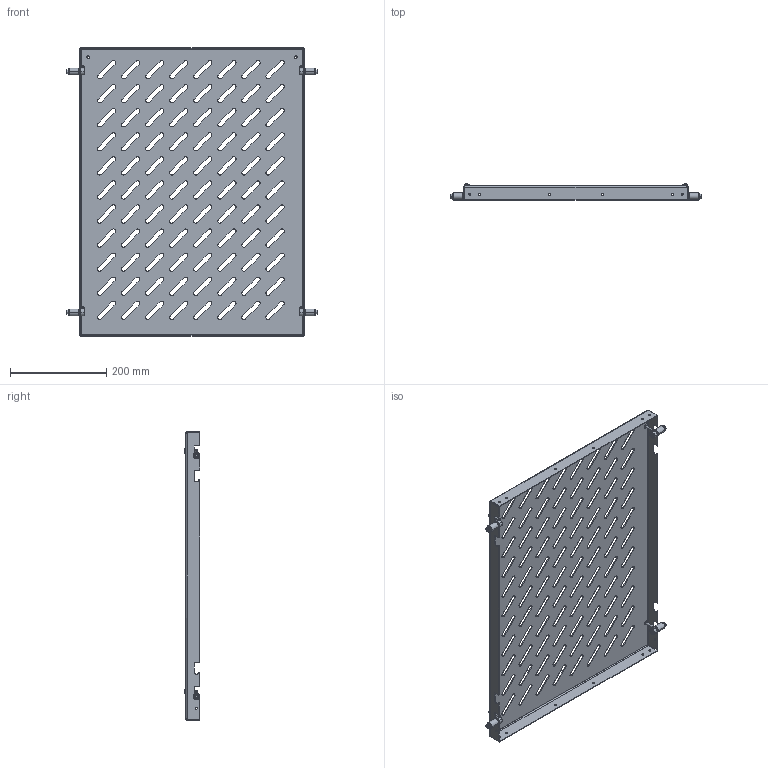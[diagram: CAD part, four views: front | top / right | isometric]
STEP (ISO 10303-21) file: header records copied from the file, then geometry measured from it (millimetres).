
FILE_DESCRIPTION (( 'STEP AP203' ), '1' );
FILE_NAME ('UR50002000406 Ïîëêà ïðèáîðíàÿ 600 ìì íà ðàìó RS52 00.60 (1øò) (000.801.500-02).STEP', '2022-04-18T12:27:21', ( '' ), ( '' ), 'SwSTEP 2.0', 'SolidWorks 2017', '' );
FILE_SCHEMA (( 'CONFIG_CONTROL_DESIGN' ));
Length unit declared in the file: millimetre
Products named in the file (6): 050-49 鎗鵻罻; Âèíò DIN 7500 C TORX_Œ5å25; hex flange nut_din_Hexagon Flange Nut DIN 6923 - M5 - N; Âèíò DIN 912_Œ4å35; UR50002000406 Ïîëêà ïðèáîðíàÿ 600 ìì íà ðàìó RS52 00.60 (1øò) (000.801.500-02); 068-013 Ïîëêà ïðèáîðíàÿ_02 (600)
Assembly tree (17 placements, depth 2):
  UR50002000406 Ïîëêà ïðèáîðíàÿ 600 ìì íà ðàìó RS52 00.60 (1øò) (000.801.500-02)
    068-013 Ïîëêà ïðèáîðíàÿ_02 (600)
    050-49 鎗鵻罻  x4
    Âèíò DIN 912_Œ4å35  x4
    hex flange nut_din_Hexagon Flange Nut DIN 6923 - M5 - N  x4
    Âèíò DIN 7500 C TORX_Œ5å25  x4
Bounding box: 523 x 32.69 x 600 mm (x, y, z)
Volume: 435180.8 mm3; surface area: 624467.6 mm2
Topology: 17 solids, 17 shells, 1050 faces, 2780 edges, 1780 vertices
Faces by surface type: cylinder 460, plane 414, cone 96, torus 40, bspline 32, sphere 8
Entity records: 24378 total; most frequent: CARTESIAN_POINT 4822, DIRECTION 3961, ORIENTED_EDGE 3840, EDGE_CURVE 1920, AXIS2_PLACEMENT_3D 1426, VERTEX_POINT 1255, VECTOR 1109, LINE 1109
